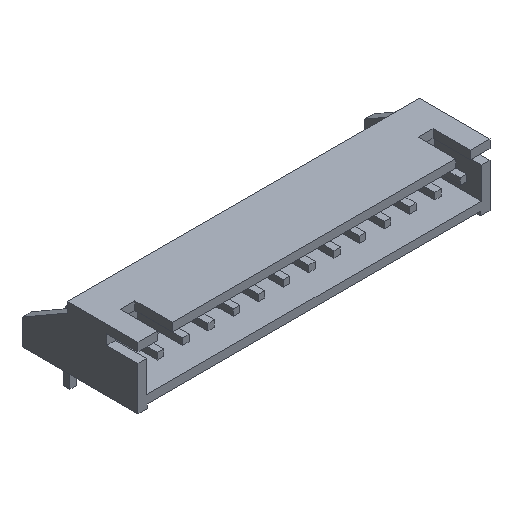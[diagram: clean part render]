
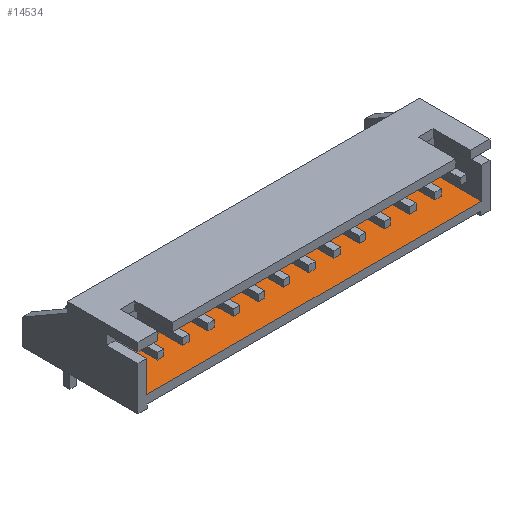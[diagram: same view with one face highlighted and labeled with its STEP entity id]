
A CAD part, isometric view. The second image highlights one B-rep face of the part: STEP entity #14534.
In plain terms, the highlighted planar face has unit normal (0, 0, 1).
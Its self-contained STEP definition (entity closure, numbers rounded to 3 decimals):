
#3691 = PLANE('',#3692);
#3692 = AXIS2_PLACEMENT_3D('',#3693,#3694,#3695);
#3693 = CARTESIAN_POINT('',(-2.45,-9.2,4.325));
#3694 = DIRECTION('',(0.,1.,0.));
#3695 = DIRECTION('',(0.,0.,-1.));
#10867 = PLANE('',#10868);
#10868 = AXIS2_PLACEMENT_3D('',#10869,#10870,#10871);
#10869 = CARTESIAN_POINT('',(-1.6,-4.5,5.325));
#10870 = DIRECTION('',(-1.,0.,0.));
#10871 = DIRECTION('',(0.,0.,-1.));
#10895 = PLANE('',#10896);
#10896 = AXIS2_PLACEMENT_3D('',#10897,#10898,#10899);
#10897 = CARTESIAN_POINT('',(31.6,-4.5,1.225));
#10898 = DIRECTION('',(0.,1.,0.));
#10899 = DIRECTION('',(0.,0.,-1.));
#10923 = PLANE('',#10924);
#10924 = AXIS2_PLACEMENT_3D('',#10925,#10926,#10927);
#10925 = CARTESIAN_POINT('',(31.6,-4.5,5.325));
#10926 = DIRECTION('',(1.,0.,0.));
#10927 = DIRECTION('',(0.,0.,1.));
#11169 = VERTEX_POINT('',#11170);
#11170 = CARTESIAN_POINT('',(31.6,-9.2,1.225));
#11191 = EDGE_CURVE('',#11192,#11169,#11194,.T.);
#11192 = VERTEX_POINT('',#11193);
#11193 = CARTESIAN_POINT('',(-1.6,-9.2,1.225));
#11194 = SURFACE_CURVE('',#11195,(#11199,#11206),.PCURVE_S1.);
#11195 = LINE('',#11196,#11197);
#11196 = CARTESIAN_POINT('',(31.6,-9.2,1.225));
#11197 = VECTOR('',#11198,1.);
#11198 = DIRECTION('',(1.,0.,0.));
#11199 = PCURVE('',#3691,#11200);
#11200 = DEFINITIONAL_REPRESENTATION('',(#11201),#11205);
#11201 = LINE('',#11202,#11203);
#11202 = CARTESIAN_POINT('',(3.1,-34.05));
#11203 = VECTOR('',#11204,1.);
#11204 = DIRECTION('',(0.,-1.));
#11205 = ( GEOMETRIC_REPRESENTATION_CONTEXT(2) 
PARAMETRIC_REPRESENTATION_CONTEXT() REPRESENTATION_CONTEXT('2D SPACE',''
  ) );
#11206 = PCURVE('',#11207,#11212);
#11207 = PLANE('',#11208);
#11208 = AXIS2_PLACEMENT_3D('',#11209,#11210,#11211);
#11209 = CARTESIAN_POINT('',(31.6,-4.5,1.225));
#11210 = DIRECTION('',(0.,0.,-1.));
#11211 = DIRECTION('',(1.,0.,0.));
#11212 = DEFINITIONAL_REPRESENTATION('',(#11213),#11217);
#11213 = LINE('',#11214,#11215);
#11214 = CARTESIAN_POINT('',(0.,4.7));
#11215 = VECTOR('',#11216,1.);
#11216 = DIRECTION('',(1.,0.));
#11217 = ( GEOMETRIC_REPRESENTATION_CONTEXT(2) 
PARAMETRIC_REPRESENTATION_CONTEXT() REPRESENTATION_CONTEXT('2D SPACE',''
  ) );
#12930 = VERTEX_POINT('',#12931);
#12931 = CARTESIAN_POINT('',(31.6,-4.5,1.225));
#12952 = EDGE_CURVE('',#12930,#11169,#12953,.T.);
#12953 = SURFACE_CURVE('',#12954,(#12958,#12965),.PCURVE_S1.);
#12954 = LINE('',#12955,#12956);
#12955 = CARTESIAN_POINT('',(31.6,-4.5,1.225));
#12956 = VECTOR('',#12957,1.);
#12957 = DIRECTION('',(0.,-1.,0.));
#12958 = PCURVE('',#10923,#12959);
#12959 = DEFINITIONAL_REPRESENTATION('',(#12960),#12964);
#12960 = LINE('',#12961,#12962);
#12961 = CARTESIAN_POINT('',(-4.1,0.));
#12962 = VECTOR('',#12963,1.);
#12963 = DIRECTION('',(0.,1.));
#12964 = ( GEOMETRIC_REPRESENTATION_CONTEXT(2) 
PARAMETRIC_REPRESENTATION_CONTEXT() REPRESENTATION_CONTEXT('2D SPACE',''
  ) );
#12965 = PCURVE('',#11207,#12966);
#12966 = DEFINITIONAL_REPRESENTATION('',(#12967),#12971);
#12967 = LINE('',#12968,#12969);
#12968 = CARTESIAN_POINT('',(0.,0.));
#12969 = VECTOR('',#12970,1.);
#12970 = DIRECTION('',(0.,1.));
#12971 = ( GEOMETRIC_REPRESENTATION_CONTEXT(2) 
PARAMETRIC_REPRESENTATION_CONTEXT() REPRESENTATION_CONTEXT('2D SPACE',''
  ) );
#12979 = EDGE_CURVE('',#12980,#11192,#12982,.T.);
#12980 = VERTEX_POINT('',#12981);
#12981 = CARTESIAN_POINT('',(-1.6,-4.5,1.225));
#12982 = SURFACE_CURVE('',#12983,(#12987,#12994),.PCURVE_S1.);
#12983 = LINE('',#12984,#12985);
#12984 = CARTESIAN_POINT('',(-1.6,-4.5,1.225));
#12985 = VECTOR('',#12986,1.);
#12986 = DIRECTION('',(0.,-1.,0.));
#12987 = PCURVE('',#10867,#12988);
#12988 = DEFINITIONAL_REPRESENTATION('',(#12989),#12993);
#12989 = LINE('',#12990,#12991);
#12990 = CARTESIAN_POINT('',(4.1,0.));
#12991 = VECTOR('',#12992,1.);
#12992 = DIRECTION('',(0.,1.));
#12993 = ( GEOMETRIC_REPRESENTATION_CONTEXT(2) 
PARAMETRIC_REPRESENTATION_CONTEXT() REPRESENTATION_CONTEXT('2D SPACE',''
  ) );
#12994 = PCURVE('',#11207,#12995);
#12995 = DEFINITIONAL_REPRESENTATION('',(#12996),#13000);
#12996 = LINE('',#12997,#12998);
#12997 = CARTESIAN_POINT('',(-33.2,0.));
#12998 = VECTOR('',#12999,1.);
#12999 = DIRECTION('',(0.,1.));
#13000 = ( GEOMETRIC_REPRESENTATION_CONTEXT(2) 
PARAMETRIC_REPRESENTATION_CONTEXT() REPRESENTATION_CONTEXT('2D SPACE',''
  ) );
#13716 = EDGE_CURVE('',#12980,#12930,#13717,.T.);
#13717 = SURFACE_CURVE('',#13718,(#13722,#13729),.PCURVE_S1.);
#13718 = LINE('',#13719,#13720);
#13719 = CARTESIAN_POINT('',(31.6,-4.5,1.225));
#13720 = VECTOR('',#13721,1.);
#13721 = DIRECTION('',(1.,0.,0.));
#13722 = PCURVE('',#10895,#13723);
#13723 = DEFINITIONAL_REPRESENTATION('',(#13724),#13728);
#13724 = LINE('',#13725,#13726);
#13725 = CARTESIAN_POINT('',(0.,0.));
#13726 = VECTOR('',#13727,1.);
#13727 = DIRECTION('',(0.,-1.));
#13728 = ( GEOMETRIC_REPRESENTATION_CONTEXT(2) 
PARAMETRIC_REPRESENTATION_CONTEXT() REPRESENTATION_CONTEXT('2D SPACE',''
  ) );
#13729 = PCURVE('',#11207,#13730);
#13730 = DEFINITIONAL_REPRESENTATION('',(#13731),#13735);
#13731 = LINE('',#13732,#13733);
#13732 = CARTESIAN_POINT('',(0.,0.));
#13733 = VECTOR('',#13734,1.);
#13734 = DIRECTION('',(1.,0.));
#13735 = ( GEOMETRIC_REPRESENTATION_CONTEXT(2) 
PARAMETRIC_REPRESENTATION_CONTEXT() REPRESENTATION_CONTEXT('2D SPACE',''
  ) );
#14534 = ADVANCED_FACE('',(#14535),#11207,.F.);
#14535 = FACE_BOUND('',#14536,.T.);
#14536 = EDGE_LOOP('',(#14537,#14538,#14539,#14540));
#14537 = ORIENTED_EDGE('',*,*,#11191,.T.);
#14538 = ORIENTED_EDGE('',*,*,#12952,.F.);
#14539 = ORIENTED_EDGE('',*,*,#13716,.F.);
#14540 = ORIENTED_EDGE('',*,*,#12979,.T.);
